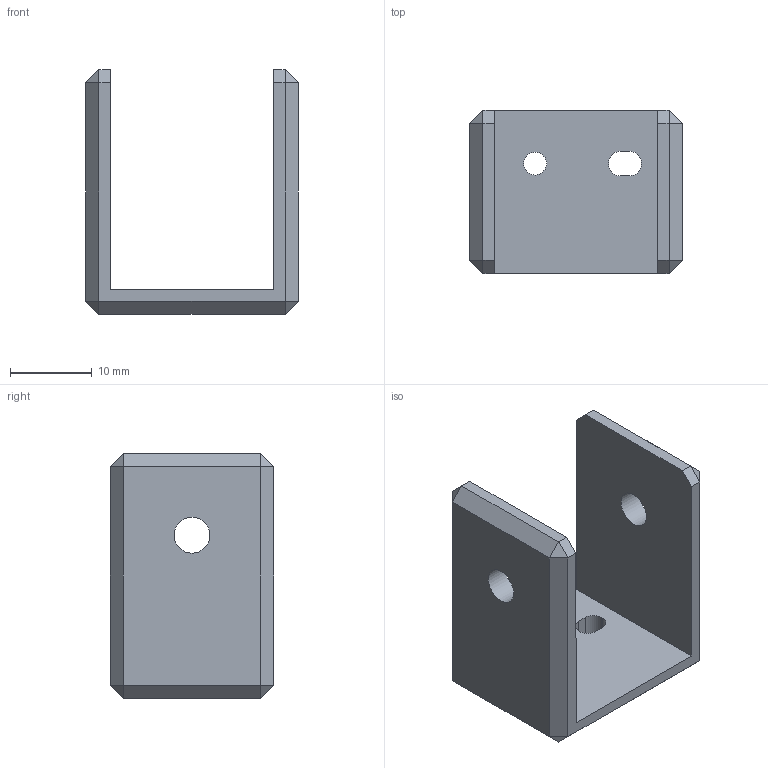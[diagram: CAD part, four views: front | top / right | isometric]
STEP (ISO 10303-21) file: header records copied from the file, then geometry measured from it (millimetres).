
FILE_DESCRIPTION(('FreeCAD Model'),'2;1');
FILE_NAME('Open CASCADE Shape Model','2022-12-08T11:00:19',('Author'),( ''),'Open CASCADE STEP processor 7.5','FreeCAD','Unknown');
FILE_SCHEMA(('AUTOMOTIVE_DESIGN { 1 0 10303 214 1 1 1 1 }'));
Length unit declared in the file: millimetre
Products named in the file (1): z-endstop-holder
Bounding box: 26 x 20 x 30 mm (x, y, z)
Volume: 4343.3 mm3; surface area: 3590.1 mm2
Topology: 1 solids, 1 shells, 43 faces, 99 edges, 58 vertices
Faces by surface type: plane 36, cylinder 7
Full cylindrical faces by diameter (mm): 2.8 x1, 4.4 x2
Entity records: 2501 total; most frequent: CARTESIAN_POINT 425, DIRECTION 388, LINE 261, VECTOR 261, ORIENTED_EDGE 198, PCURVE 198, DEFINITIONAL_REPRESENTATION 198, EDGE_CURVE 99
